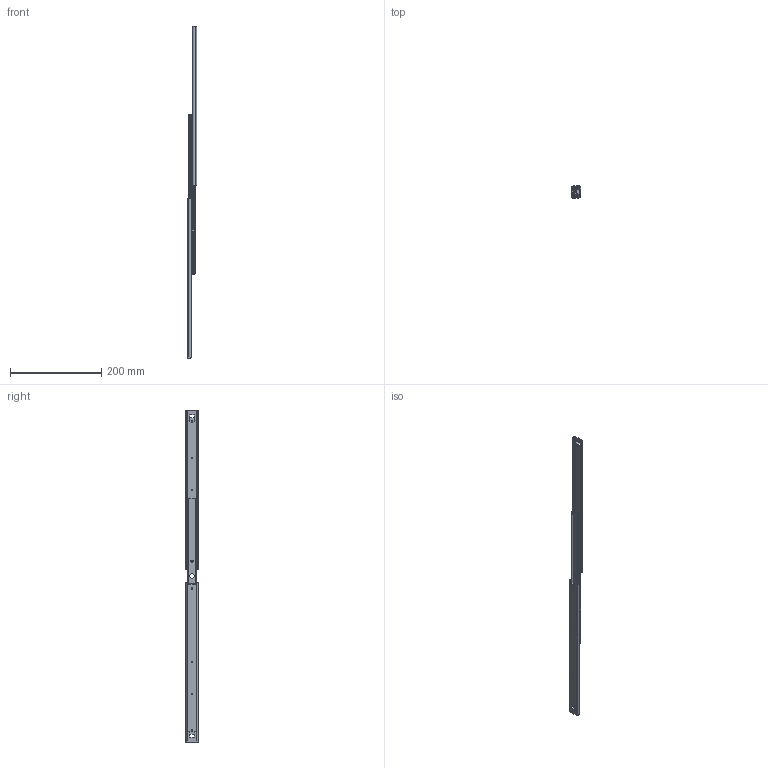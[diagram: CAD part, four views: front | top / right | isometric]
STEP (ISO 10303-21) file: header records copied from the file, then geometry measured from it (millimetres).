
FILE_DESCRIPTION(/* description */ ('Edelstahl- Überauszug Serie 040 350x376'),/* implementation_level */ '2;1');
FILE_NAME(/* name */ '07000057002.stp',/* time_stamp */ '2020-06-18T12:39:04+02:00',/* author */ ('Dennis Bruder'),/* organization */ (''),/* preprocessor_version */ 'ST-DEVELOPER v18',/* originating_system */ 'Autodesk Inventor 2020',/* authorisation */ '');
FILE_SCHEMA (('AUTOMOTIVE_DESIGN { 1 0 10303 214 3 1 1 }'));
Products named in the file (1): 07000057002
Bounding box: 20 x 27.2 x 726.5 mm (x, y, z)
Volume: 64020.8 mm3; surface area: 117040.3 mm2
Topology: 64 solids, 64 shells, 3630 faces, 11150 edges, 7424 vertices
Faces by surface type: plane 1326, cylinder 1190, cone 464, bspline 356, torus 232, sphere 62
Full cylindrical faces by diameter (mm): 4.1 x8, 5.1 x2, 10 x2
Entity records: 142550 total; most frequent: CARTESIAN_POINT 40643, ORIENTED_EDGE 22060, DIRECTION 19816, EDGE_CURVE 11030, AXIS2_PLACEMENT_3D 7461, VERTEX_POINT 7424, LINE 4894, VECTOR 4894
